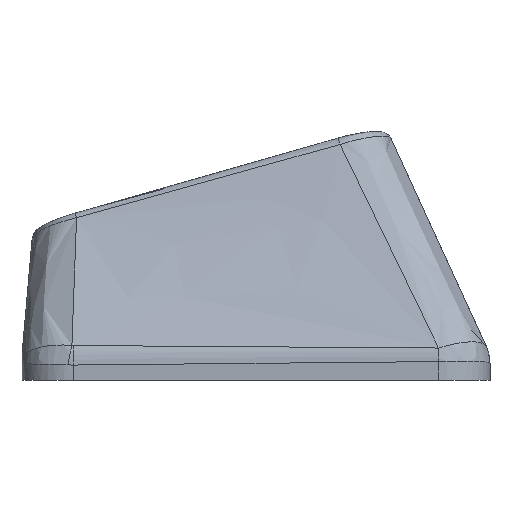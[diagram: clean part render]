
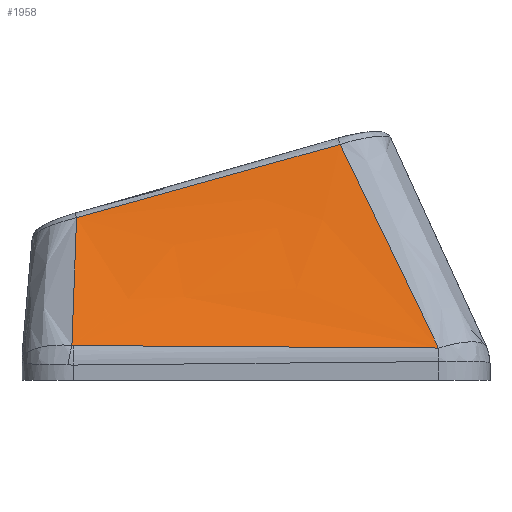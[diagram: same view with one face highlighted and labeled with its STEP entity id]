
A CAD part, left-side view. The second image highlights one B-rep face of the part: STEP entity #1958.
In plain terms, the highlighted free-form (B-spline) face has degree [3, 3] with [4, 4] control points.
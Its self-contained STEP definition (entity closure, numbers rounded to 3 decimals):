
#52=B_SPLINE_SURFACE_WITH_KNOTS('',3,3,((#4947,#4948,#4949,#4950),(#4951,
#4952,#4953,#4954),(#4955,#4956,#4957,#4958),(#4959,#4960,#4961,#4962)),
 .UNSPECIFIED.,.F.,.F.,.F.,(4,4),(4,4),(0.104,0.893),
(0.036,0.97),.UNSPECIFIED.);
#380=FACE_OUTER_BOUND('',#484,.T.);
#484=EDGE_LOOP('',(#1737,#1738,#1739,#1740,#1741,#1742));
#660=B_SPLINE_CURVE_WITH_KNOTS('',3,(#4467,#4468,#4469,#4470),
 .UNSPECIFIED.,.F.,.F.,(4,4),(0.,0.),.UNSPECIFIED.);
#662=B_SPLINE_CURVE_WITH_KNOTS('',3,(#4494,#4495,#4496,#4497),
 .UNSPECIFIED.,.F.,.F.,(4,4),(0.,1.416),.UNSPECIFIED.);
#664=B_SPLINE_CURVE_WITH_KNOTS('',3,(#4521,#4522,#4523,#4524),
 .UNSPECIFIED.,.F.,.F.,(4,4),(0.,0.005),
 .UNSPECIFIED.);
#686=B_SPLINE_CURVE_WITH_KNOTS('',3,(#4937,#4938,#4939,#4940),
 .UNSPECIFIED.,.F.,.F.,(4,4),(-0.605,-0.029),
 .UNSPECIFIED.);
#688=B_SPLINE_CURVE_WITH_KNOTS('',3,(#4964,#4965,#4966,#4967),
 .UNSPECIFIED.,.F.,.F.,(4,4),(0.035,0.961),
 .UNSPECIFIED.);
#689=B_SPLINE_CURVE_WITH_KNOTS('',3,(#4968,#4969,#4970,#4971),
 .UNSPECIFIED.,.F.,.F.,(4,4),(-1.061,0.),.UNSPECIFIED.);
#878=VERTEX_POINT('',#4426);
#882=VERTEX_POINT('',#4460);
#884=VERTEX_POINT('',#4487);
#886=VERTEX_POINT('',#4514);
#913=VERTEX_POINT('',#4936);
#914=VERTEX_POINT('',#4963);
#1158=EDGE_CURVE('',#878,#882,#660,.T.);
#1161=EDGE_CURVE('',#882,#884,#662,.T.);
#1164=EDGE_CURVE('',#884,#886,#664,.T.);
#1205=EDGE_CURVE('',#886,#913,#686,.T.);
#1207=EDGE_CURVE('',#914,#878,#688,.T.);
#1208=EDGE_CURVE('',#913,#914,#689,.T.);
#1737=ORIENTED_EDGE('',*,*,#1164,.F.);
#1738=ORIENTED_EDGE('',*,*,#1161,.F.);
#1739=ORIENTED_EDGE('',*,*,#1158,.F.);
#1740=ORIENTED_EDGE('',*,*,#1207,.F.);
#1741=ORIENTED_EDGE('',*,*,#1208,.F.);
#1742=ORIENTED_EDGE('',*,*,#1205,.F.);
#1958=ADVANCED_FACE('',(#380),#52,.T.);
#4426=CARTESIAN_POINT('',(-11.366,-7.081,0.254));
#4460=CARTESIAN_POINT('',(-11.366,-7.077,0.254));
#4467=CARTESIAN_POINT('Ctrl Pts',(-11.366,-7.081,0.254));
#4468=CARTESIAN_POINT('Ctrl Pts',(-11.366,-7.08,0.254));
#4469=CARTESIAN_POINT('Ctrl Pts',(-11.366,-7.079,0.254));
#4470=CARTESIAN_POINT('Ctrl Pts',(-11.366,-7.077,0.254));
#4487=CARTESIAN_POINT('',(-11.256,7.091,0.351));
#4494=CARTESIAN_POINT('Ctrl Pts',(-11.366,-7.077,0.254));
#4495=CARTESIAN_POINT('Ctrl Pts',(-11.346,-2.356,0.278));
#4496=CARTESIAN_POINT('Ctrl Pts',(-11.319,2.366,0.309));
#4497=CARTESIAN_POINT('Ctrl Pts',(-11.256,7.091,0.351));
#4514=CARTESIAN_POINT('',(-11.253,7.145,0.356));
#4521=CARTESIAN_POINT('Ctrl Pts',(-11.256,7.091,0.351));
#4522=CARTESIAN_POINT('Ctrl Pts',(-11.256,7.109,0.351));
#4523=CARTESIAN_POINT('Ctrl Pts',(-11.255,7.127,0.353));
#4524=CARTESIAN_POINT('Ctrl Pts',(-11.253,7.145,0.356));
#4936=CARTESIAN_POINT('',(-8.383,6.962,5.31));
#4937=CARTESIAN_POINT('Ctrl Pts',(-11.253,7.145,0.356));
#4938=CARTESIAN_POINT('Ctrl Pts',(-10.287,7.067,2.004));
#4939=CARTESIAN_POINT('Ctrl Pts',(-9.331,7.003,3.655));
#4940=CARTESIAN_POINT('Ctrl Pts',(-8.383,6.962,5.31));
#4947=CARTESIAN_POINT('Ctrl Pts',(-8.354,-3.678,8.269));
#4948=CARTESIAN_POINT('Ctrl Pts',(-9.358,-4.813,5.597));
#4949=CARTESIAN_POINT('Ctrl Pts',(-10.362,-5.947,2.926));
#4950=CARTESIAN_POINT('Ctrl Pts',(-11.366,-7.081,0.254));
#4951=CARTESIAN_POINT('Ctrl Pts',(-8.354,-0.058,
7.28));
#4952=CARTESIAN_POINT('Ctrl Pts',(-9.358,-0.819,
4.928));
#4953=CARTESIAN_POINT('Ctrl Pts',(-10.362,-1.579,2.576));
#4954=CARTESIAN_POINT('Ctrl Pts',(-11.366,-2.34,0.224));
#4955=CARTESIAN_POINT('Ctrl Pts',(-8.354,3.562,6.29));
#4956=CARTESIAN_POINT('Ctrl Pts',(-9.358,3.175,4.258));
#4957=CARTESIAN_POINT('Ctrl Pts',(-10.362,2.788,2.226));
#4958=CARTESIAN_POINT('Ctrl Pts',(-11.366,2.402,0.193));
#4959=CARTESIAN_POINT('Ctrl Pts',(-8.354,7.183,5.301));
#4960=CARTESIAN_POINT('Ctrl Pts',(-9.358,7.169,3.588));
#4961=CARTESIAN_POINT('Ctrl Pts',(-10.362,7.156,1.875));
#4962=CARTESIAN_POINT('Ctrl Pts',(-11.366,7.143,0.163));
#4963=CARTESIAN_POINT('',(-8.354,-3.263,8.156));
#4964=CARTESIAN_POINT('Ctrl Pts',(-8.354,-3.263,8.156));
#4965=CARTESIAN_POINT('Ctrl Pts',(-9.373,-4.546,5.53));
#4966=CARTESIAN_POINT('Ctrl Pts',(-10.373,-5.817,2.895));
#4967=CARTESIAN_POINT('Ctrl Pts',(-11.366,-7.081,0.254));
#4968=CARTESIAN_POINT('Ctrl Pts',(-8.383,6.962,5.31));
#4969=CARTESIAN_POINT('Ctrl Pts',(-8.374,3.551,6.247));
#4970=CARTESIAN_POINT('Ctrl Pts',(-8.362,0.143,7.199));
#4971=CARTESIAN_POINT('Ctrl Pts',(-8.354,-3.263,8.156));
